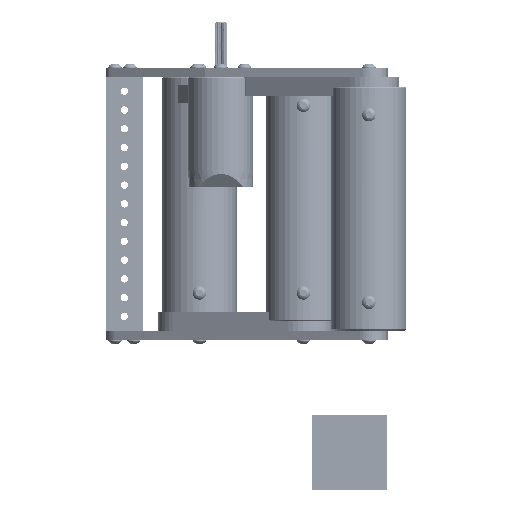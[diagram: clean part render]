
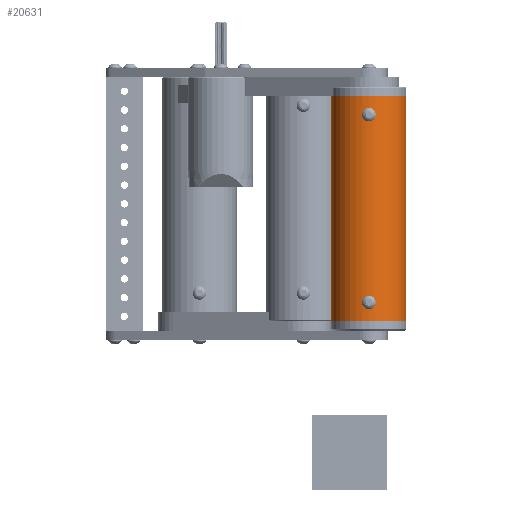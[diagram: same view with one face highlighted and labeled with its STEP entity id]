
A CAD part, left-side view. The second image highlights one B-rep face of the part: STEP entity #20631.
In plain terms, the highlighted cylindrical face has radius 25.4 mm (diameter 50.8 mm), a full revolution.
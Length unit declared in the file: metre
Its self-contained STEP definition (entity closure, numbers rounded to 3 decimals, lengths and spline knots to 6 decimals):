
#441=B_SPLINE_CURVE_WITH_KNOTS('',3,(#38491,#38492,#38493,#38494,#38495,
#38496,#38497,#38498,#38499,#38500,#38501),.UNSPECIFIED.,.T.,.F.,(1,1,1,
1,1,1,1,1,1,1,1,1,1,1,1),(-0.005989,-0.003993,-0.001996,
0.,0.001996,0.003993,0.005989,
0.007985,0.009981,0.011978,0.013974,
0.01597,0.017966,0.019963,0.021959),
 .UNSPECIFIED.);
#442=B_SPLINE_CURVE_WITH_KNOTS('',3,(#38503,#38504,#38505,#38506,#38507,
#38508,#38509,#38510,#38511,#38512,#38513),.UNSPECIFIED.,.T.,.F.,(1,1,1,
1,1,1,1,1,1,1,1,1,1,1,1),(-0.005989,-0.003993,-0.001996,
0.,0.001996,0.003993,0.005989,
0.007985,0.009981,0.011978,0.013974,
0.01597,0.017966,0.019963,0.021959),
 .UNSPECIFIED.);
#443=B_SPLINE_CURVE_WITH_KNOTS('',3,(#38515,#38516,#38517,#38518,#38519,
#38520,#38521,#38522,#38523,#38524,#38525),.UNSPECIFIED.,.T.,.F.,(1,1,1,
1,1,1,1,1,1,1,1,1,1,1,1),(-0.005989,-0.003993,-0.001996,
0.,0.001996,0.003993,0.005989,
0.007985,0.009981,0.011978,0.013974,
0.01597,0.017966,0.019963,0.021959),
 .UNSPECIFIED.);
#444=B_SPLINE_CURVE_WITH_KNOTS('',3,(#38527,#38528,#38529,#38530,#38531,
#38532,#38533,#38534,#38535,#38536,#38537),.UNSPECIFIED.,.T.,.F.,(1,1,1,
1,1,1,1,1,1,1,1,1,1,1,1),(-0.005989,-0.003993,-0.001996,
0.,0.001996,0.003993,0.005989,
0.007985,0.009981,0.011978,0.013974,
0.01597,0.017966,0.019963,0.021959),
 .UNSPECIFIED.);
#1667=CYLINDRICAL_SURFACE('',#23715,0.0254);
#2368=CIRCLE('',#23716,0.0254);
#2369=CIRCLE('',#23717,0.0254);
#7704=ORIENTED_EDGE('',*,*,#10495,.T.);
#7705=ORIENTED_EDGE('',*,*,#10496,.T.);
#7706=ORIENTED_EDGE('',*,*,#10497,.T.);
#7707=ORIENTED_EDGE('',*,*,#10498,.T.);
#7708=ORIENTED_EDGE('',*,*,#10499,.T.);
#7709=ORIENTED_EDGE('',*,*,#10500,.F.);
#10495=EDGE_CURVE('',#12431,#12431,#441,.T.);
#10496=EDGE_CURVE('',#12432,#12432,#442,.T.);
#10497=EDGE_CURVE('',#12433,#12433,#443,.T.);
#10498=EDGE_CURVE('',#12434,#12434,#444,.T.);
#10499=EDGE_CURVE('',#12435,#12435,#2368,.T.);
#10500=EDGE_CURVE('',#12436,#12436,#2369,.T.);
#12431=VERTEX_POINT('',#38502);
#12432=VERTEX_POINT('',#38514);
#12433=VERTEX_POINT('',#38526);
#12434=VERTEX_POINT('',#38538);
#12435=VERTEX_POINT('',#38540);
#12436=VERTEX_POINT('',#38542);
#17198=EDGE_LOOP('',(#7704));
#17199=EDGE_LOOP('',(#7705));
#17200=EDGE_LOOP('',(#7706));
#17201=EDGE_LOOP('',(#7707));
#17202=EDGE_LOOP('',(#7708));
#17203=EDGE_LOOP('',(#7709));
#18805=FACE_BOUND('',#17198,.T.);
#18806=FACE_BOUND('',#17199,.T.);
#18807=FACE_BOUND('',#17200,.T.);
#18808=FACE_BOUND('',#17201,.T.);
#18809=FACE_BOUND('',#17202,.T.);
#18810=FACE_BOUND('',#17203,.T.);
#20631=ADVANCED_FACE('',(#18805,#18806,#18807,#18808,#18809,#18810),#1667,
 .T.);
#23715=AXIS2_PLACEMENT_3D('',#38490,#29153,#29154);
#23716=AXIS2_PLACEMENT_3D('',#38539,#29155,#29156);
#23717=AXIS2_PLACEMENT_3D('',#38541,#29157,#29158);
#29153=DIRECTION('',(-1.,0.,0.));
#29154=DIRECTION('',(0.,0.,1.));
#29155=DIRECTION('',(1.,0.,0.));
#29156=DIRECTION('',(0.,0.,-1.));
#29157=DIRECTION('',(1.,0.,0.));
#29158=DIRECTION('',(0.,0.,-1.));
#38490=CARTESIAN_POINT('',(0.0889,0.,0.));
#38491=CARTESIAN_POINT('',(-0.061501,0.002003,0.025336));
#38492=CARTESIAN_POINT('',(-0.06067,-0.000001,0.025432));
#38493=CARTESIAN_POINT('',(-0.061501,-0.002001,0.025336));
#38494=CARTESIAN_POINT('',(-0.063498,-0.002829,0.025239));
#38495=CARTESIAN_POINT('',(-0.0655,-0.002001,0.025336));
#38496=CARTESIAN_POINT('',(-0.066329,-0.000001,0.025432));
#38497=CARTESIAN_POINT('',(-0.065502,0.001998,0.025336));
#38498=CARTESIAN_POINT('',(-0.063503,0.002829,0.025239));
#38499=CARTESIAN_POINT('',(-0.061501,0.002003,0.025336));
#38500=CARTESIAN_POINT('',(-0.06067,-0.000001,0.025432));
#38501=CARTESIAN_POINT('',(-0.061501,-0.002001,0.025336));
#38502=CARTESIAN_POINT('',(-0.060947,0.,0.0254));
#38503=CARTESIAN_POINT('',(-0.061501,-0.002003,-0.025336));
#38504=CARTESIAN_POINT('',(-0.06067,0.000001,-0.025432));
#38505=CARTESIAN_POINT('',(-0.061501,0.002001,-0.025336));
#38506=CARTESIAN_POINT('',(-0.063498,0.002829,-0.025239));
#38507=CARTESIAN_POINT('',(-0.0655,0.002001,-0.025336));
#38508=CARTESIAN_POINT('',(-0.066329,0.000001,-0.025432));
#38509=CARTESIAN_POINT('',(-0.065502,-0.001998,-0.025336));
#38510=CARTESIAN_POINT('',(-0.063503,-0.002829,-0.025239));
#38511=CARTESIAN_POINT('',(-0.061501,-0.002003,-0.025336));
#38512=CARTESIAN_POINT('',(-0.06067,0.000001,-0.025432));
#38513=CARTESIAN_POINT('',(-0.061501,0.002001,-0.025336));
#38514=CARTESIAN_POINT('',(-0.060947,0.,-0.0254));
#38515=CARTESIAN_POINT('',(0.065499,0.002003,0.025336));
#38516=CARTESIAN_POINT('',(0.06633,-0.000001,0.025432));
#38517=CARTESIAN_POINT('',(0.065499,-0.002001,0.025336));
#38518=CARTESIAN_POINT('',(0.063502,-0.002829,0.025239));
#38519=CARTESIAN_POINT('',(0.0615,-0.002001,0.025336));
#38520=CARTESIAN_POINT('',(0.060671,-0.000001,0.025432));
#38521=CARTESIAN_POINT('',(0.061498,0.001998,0.025336));
#38522=CARTESIAN_POINT('',(0.063497,0.002829,0.025239));
#38523=CARTESIAN_POINT('',(0.065499,0.002003,0.025336));
#38524=CARTESIAN_POINT('',(0.06633,-0.000001,0.025432));
#38525=CARTESIAN_POINT('',(0.065499,-0.002001,0.025336));
#38526=CARTESIAN_POINT('',(0.066053,0.,0.0254));
#38527=CARTESIAN_POINT('',(0.065499,-0.002003,-0.025336));
#38528=CARTESIAN_POINT('',(0.06633,0.000001,-0.025432));
#38529=CARTESIAN_POINT('',(0.065499,0.002001,-0.025336));
#38530=CARTESIAN_POINT('',(0.063502,0.002829,-0.025239));
#38531=CARTESIAN_POINT('',(0.0615,0.002001,-0.025336));
#38532=CARTESIAN_POINT('',(0.060671,0.000001,-0.025432));
#38533=CARTESIAN_POINT('',(0.061498,-0.001998,-0.025336));
#38534=CARTESIAN_POINT('',(0.063497,-0.002829,-0.025239));
#38535=CARTESIAN_POINT('',(0.065499,-0.002003,-0.025336));
#38536=CARTESIAN_POINT('',(0.06633,0.000001,-0.025432));
#38537=CARTESIAN_POINT('',(0.065499,0.002001,-0.025336));
#38538=CARTESIAN_POINT('',(0.066053,0.,-0.0254));
#38539=CARTESIAN_POINT('',(-0.0762,0.,0.));
#38540=CARTESIAN_POINT('',(-0.0762,0.,-0.0254));
#38541=CARTESIAN_POINT('',(0.0762,0.,0.));
#38542=CARTESIAN_POINT('',(0.0762,0.,-0.0254));
